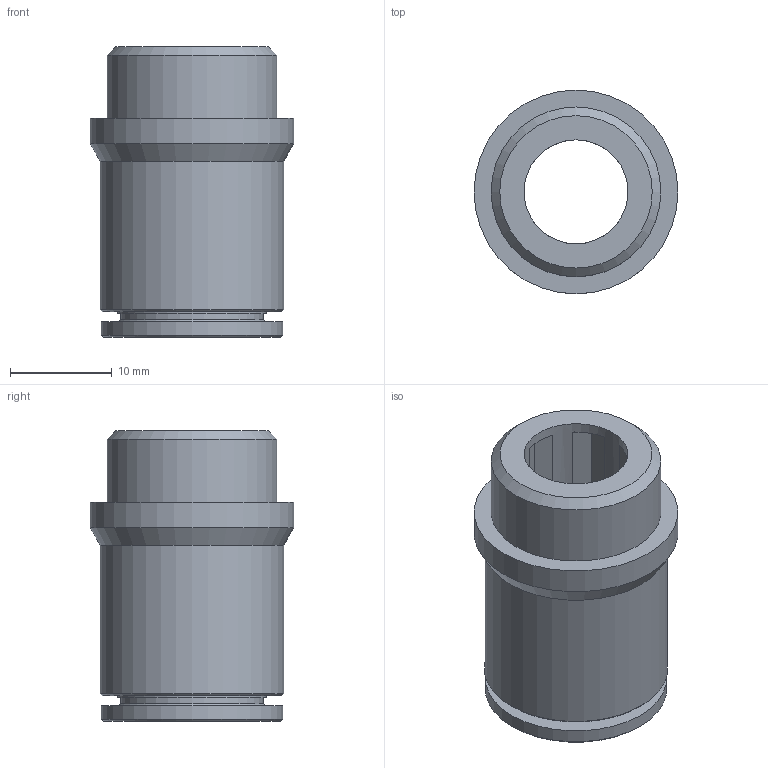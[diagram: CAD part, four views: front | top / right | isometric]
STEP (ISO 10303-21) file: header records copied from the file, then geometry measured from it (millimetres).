
FILE_DESCRIPTION(/* description */ ('STEP AP214'),/* implementation_level */ '2;1');
FILE_NAME(/* name */ '578379_NPQH-DK-G38-Q12-P10',/* time_stamp */ '2024-09-13T03:34:27+02:00',/* author */ ('License CC BY-ND 4.0'),/* organization */ ('CADENAS'),/* preprocessor_version */ 'ST-DEVELOPER v19.3',/* originating_system */ 'PARTsolutions',/* authorisation */ ' ');
FILE_SCHEMA (('AUTOMOTIVE_DESIGN {1 0 10303 214 3 1 1}'));
Length unit declared in the file: millimetre
Products named in the file (1): 578379 NPQH-DK-G38-Q12-P10
Bounding box: 20 x 20 x 28.5 mm (x, y, z)
Volume: 4091.7 mm3; surface area: 3184.1 mm2
Topology: 1 solids, 1 shells, 39 faces, 91 edges, 58 vertices
Faces by surface type: plane 24, cylinder 8, cone 7
Full cylindrical faces by diameter (mm): 10.2 x1, 12 x1, 14 x1, 14.6 x1, 16.662 x1, 17.8 x1, 18 x1, 20 x1
Entity records: 1066 total; most frequent: CARTESIAN_POINT 206, DIRECTION 174, ORIENTED_EDGE 148, EDGE_CURVE 74, AXIS2_PLACEMENT_3D 72, EDGE_LOOP 60, FACE_BOUND 60, VERTEX_POINT 56
